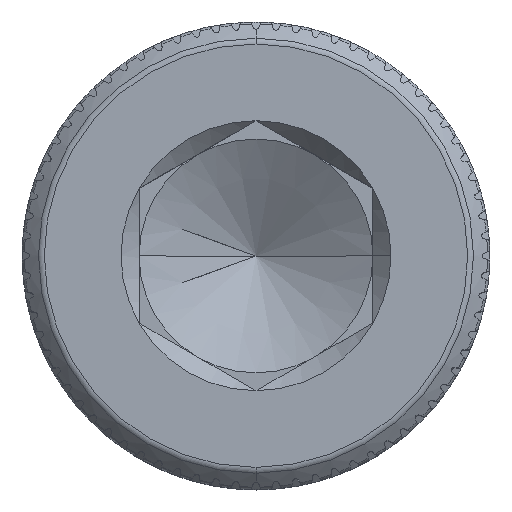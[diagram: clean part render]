
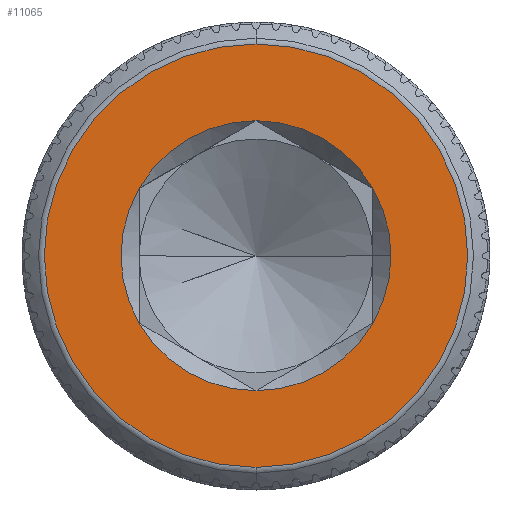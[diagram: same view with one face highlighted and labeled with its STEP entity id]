
A CAD part, top view. The second image highlights one B-rep face of the part: STEP entity #11065.
In plain terms, the highlighted planar face has unit normal (0, 0, 1).
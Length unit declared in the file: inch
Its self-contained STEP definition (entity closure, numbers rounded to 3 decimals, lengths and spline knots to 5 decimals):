
#590 = CARTESIAN_POINT ( 'NONE',  ( 0., 0., 0.75 ) ) ;
#723 = DIRECTION ( 'NONE',  ( 0., 0., 1. ) ) ;
#798 = DIRECTION ( 'NONE',  ( 0., 0., -1. ) ) ;
#872 = DIRECTION ( 'NONE',  ( 0., 1., 0. ) ) ;
#919 = EDGE_CURVE ( 'NONE', #6953, #14969, #5407, .T. ) ;
#1110 = CIRCLE ( 'NONE', #19393, 0.10825 ) ;
#1246 = AXIS2_PLACEMENT_3D ( 'NONE', #22674, #1719, #1549 ) ;
#1549 = DIRECTION ( 'NONE',  ( 1., 0., 0. ) ) ;
#1694 = VERTEX_POINT ( 'NONE', #15124 ) ;
#1719 = DIRECTION ( 'NONE',  ( 0., 0., 1. ) ) ;
#2044 = CIRCLE ( 'NONE', #9866, 0.10825 ) ;
#2287 = EDGE_CURVE ( 'NONE', #22305, #14092, #21837, .T. ) ;
#2500 = DIRECTION ( 'NONE',  ( 0., 0., 1. ) ) ;
#3134 = DIRECTION ( 'NONE',  ( 0., 0., 1. ) ) ;
#3683 = VERTEX_POINT ( 'NONE', #15393 ) ;
#4028 = CARTESIAN_POINT ( 'NONE',  ( 0., 0., 0.75 ) ) ;
#4133 = EDGE_CURVE ( 'NONE', #5180, #6953, #13835, .T. ) ;
#4571 = ORIENTED_EDGE ( 'NONE', *, *, #22030, .F. ) ;
#5120 = EDGE_CURVE ( 'NONE', #18249, #7619, #17229, .T. ) ;
#5180 = VERTEX_POINT ( 'NONE', #7681 ) ;
#5407 = CIRCLE ( 'NONE', #7706, 0.10825 ) ;
#6106 = DIRECTION ( 'NONE',  ( 0., -1., 0. ) ) ;
#6398 = CIRCLE ( 'NONE', #14339, 0.10825 ) ;
#6520 = CARTESIAN_POINT ( 'NONE',  ( 0., 0., 0.75 ) ) ;
#6660 = ORIENTED_EDGE ( 'NONE', *, *, #919, .F. ) ;
#6953 = VERTEX_POINT ( 'NONE', #10742 ) ;
#7333 = DIRECTION ( 'NONE',  ( 1., 0., 0. ) ) ;
#7407 = DIRECTION ( 'NONE',  ( 0., 0., 1. ) ) ;
#7421 = DIRECTION ( 'NONE',  ( 1., 0., 0. ) ) ;
#7619 = VERTEX_POINT ( 'NONE', #22431 ) ;
#7651 = CARTESIAN_POINT ( 'NONE',  ( 0., 0.16978, 0.75 ) ) ;
#7681 = CARTESIAN_POINT ( 'NONE',  ( -0.09375, -0.05413, 0.75 ) ) ;
#7706 = AXIS2_PLACEMENT_3D ( 'NONE', #14567, #21766, #7421 ) ;
#7838 = CARTESIAN_POINT ( 'NONE',  ( 0., 0., 0.75 ) ) ;
#8560 = AXIS2_PLACEMENT_3D ( 'NONE', #6520, #3134, #23074 ) ;
#9866 = AXIS2_PLACEMENT_3D ( 'NONE', #14720, #7407, #7333 ) ;
#10119 = EDGE_LOOP ( 'NONE', ( #11200, #22876 ) ) ;
#10499 = EDGE_CURVE ( 'NONE', #14092, #22305, #10663, .T. ) ;
#10663 = CIRCLE ( 'NONE', #11452, 0.16978 ) ;
#10742 = CARTESIAN_POINT ( 'NONE',  ( 0., -0.10825, 0.75 ) ) ;
#10933 = EDGE_LOOP ( 'NONE', ( #17819, #12805, #14322, #4571, #6660, #12667, #20525 ) ) ;
#10959 = EDGE_CURVE ( 'NONE', #7619, #3683, #6398, .T. ) ;
#11065 = ADVANCED_FACE ( 'NONE', ( #14076, #23412 ), #17170, .F. ) ;
#11200 = ORIENTED_EDGE ( 'NONE', *, *, #2287, .T. ) ;
#11452 = AXIS2_PLACEMENT_3D ( 'NONE', #590, #2500, #6106 ) ;
#11592 = CARTESIAN_POINT ( 'NONE',  ( 0.09375, -0.05413, 0.75 ) ) ;
#11629 = CARTESIAN_POINT ( 'NONE',  ( 0., 0., 0.75 ) ) ;
#12667 = ORIENTED_EDGE ( 'NONE', *, *, #4133, .F. ) ;
#12805 = ORIENTED_EDGE ( 'NONE', *, *, #10959, .F. ) ;
#13577 = AXIS2_PLACEMENT_3D ( 'NONE', #15107, #798, #872 ) ;
#13671 = AXIS2_PLACEMENT_3D ( 'NONE', #7838, #16795, #16720 ) ;
#13835 = CIRCLE ( 'NONE', #1246, 0.10825 ) ;
#13976 = CARTESIAN_POINT ( 'NONE',  ( 0., -0.16978, 0.75 ) ) ;
#14076 = FACE_BOUND ( 'NONE', #10933, .T. ) ;
#14092 = VERTEX_POINT ( 'NONE', #7651 ) ;
#14322 = ORIENTED_EDGE ( 'NONE', *, *, #5120, .F. ) ;
#14339 = AXIS2_PLACEMENT_3D ( 'NONE', #14965, #18446, #14661 ) ;
#14567 = CARTESIAN_POINT ( 'NONE',  ( 0., 0., 0.75 ) ) ;
#14661 = DIRECTION ( 'NONE',  ( 1., 0., 0. ) ) ;
#14720 = CARTESIAN_POINT ( 'NONE',  ( 0., 0., 0.75 ) ) ;
#14965 = CARTESIAN_POINT ( 'NONE',  ( 0., 0., 0.75 ) ) ;
#14969 = VERTEX_POINT ( 'NONE', #11592 ) ;
#15026 = CIRCLE ( 'NONE', #8560, 0.10825 ) ;
#15107 = CARTESIAN_POINT ( 'NONE',  ( 0., 0.16978, 0.75 ) ) ;
#15124 = CARTESIAN_POINT ( 'NONE',  ( -0.09375, 0.05413, 0.75 ) ) ;
#15170 = DIRECTION ( 'NONE',  ( 0., 0., 1. ) ) ;
#15300 = AXIS2_PLACEMENT_3D ( 'NONE', #11629, #723, #20650 ) ;
#15393 = CARTESIAN_POINT ( 'NONE',  ( 0., 0.10825, 0.75 ) ) ;
#16720 = DIRECTION ( 'NONE',  ( 1., 0., 0. ) ) ;
#16795 = DIRECTION ( 'NONE',  ( 0., 0., 1. ) ) ;
#17170 = PLANE ( 'NONE',  #13577 ) ;
#17229 = CIRCLE ( 'NONE', #13671, 0.10825 ) ;
#17819 = ORIENTED_EDGE ( 'NONE', *, *, #19066, .F. ) ;
#18073 = EDGE_CURVE ( 'NONE', #1694, #5180, #2044, .T. ) ;
#18249 = VERTEX_POINT ( 'NONE', #20690 ) ;
#18446 = DIRECTION ( 'NONE',  ( 0., 0., 1. ) ) ;
#18501 = DIRECTION ( 'NONE',  ( 1., 0., 0. ) ) ;
#19066 = EDGE_CURVE ( 'NONE', #3683, #1694, #15026, .T. ) ;
#19393 = AXIS2_PLACEMENT_3D ( 'NONE', #4028, #15170, #18501 ) ;
#20525 = ORIENTED_EDGE ( 'NONE', *, *, #18073, .F. ) ;
#20650 = DIRECTION ( 'NONE',  ( 0., -1., 0. ) ) ;
#20690 = CARTESIAN_POINT ( 'NONE',  ( 0.10825, 0., 0.75 ) ) ;
#21766 = DIRECTION ( 'NONE',  ( 0., 0., 1. ) ) ;
#21837 = CIRCLE ( 'NONE', #15300, 0.16978 ) ;
#22030 = EDGE_CURVE ( 'NONE', #14969, #18249, #1110, .T. ) ;
#22305 = VERTEX_POINT ( 'NONE', #13976 ) ;
#22431 = CARTESIAN_POINT ( 'NONE',  ( 0.09375, 0.05413, 0.75 ) ) ;
#22674 = CARTESIAN_POINT ( 'NONE',  ( 0., 0., 0.75 ) ) ;
#22876 = ORIENTED_EDGE ( 'NONE', *, *, #10499, .T. ) ;
#23074 = DIRECTION ( 'NONE',  ( 1., 0., 0. ) ) ;
#23412 = FACE_OUTER_BOUND ( 'NONE', #10119, .T. ) ;
